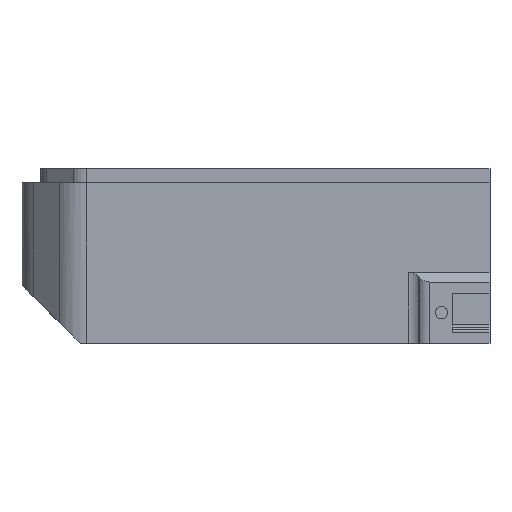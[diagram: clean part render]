
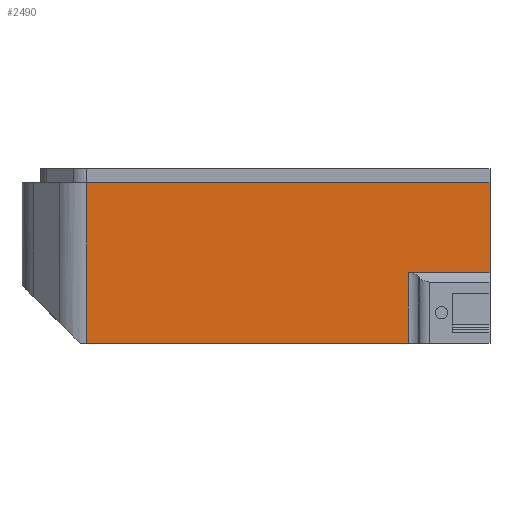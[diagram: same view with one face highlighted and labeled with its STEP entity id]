
A CAD part, front view. The second image highlights one B-rep face of the part: STEP entity #2490.
In plain terms, the highlighted planar face has unit normal (0, -1, 0).
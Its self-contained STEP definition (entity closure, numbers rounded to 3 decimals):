
#427=CARTESIAN_POINT('',(0.,-51.,24.));
#428=VERTEX_POINT('',#427);
#435=CARTESIAN_POINT('',(0.,-51.,5.));
#436=VERTEX_POINT('',#435);
#437=CARTESIAN_POINT('',(0.,-51.,24.));
#438=DIRECTION('',(0.,0.,-1.));
#439=VECTOR('',#438,19.);
#440=LINE('',#437,#439);
#441=EDGE_CURVE('',#428,#436,#440,.T.);
#1051=CARTESIAN_POINT('',(-85.343,-51.,24.));
#1052=VERTEX_POINT('',#1051);
#1060=CARTESIAN_POINT('',(0.,-51.,24.));
#1061=DIRECTION('',(-1.,0.,0.));
#1062=VECTOR('',#1061,85.343);
#1063=LINE('',#1060,#1062);
#1064=EDGE_CURVE('',#428,#1052,#1063,.T.);
#2451=CARTESIAN_POINT('',(-44.328,-51.,-2.));
#2452=DIRECTION('',(0.,1.,0.));
#2453=DIRECTION('',(0.,0.,1.));
#2454=AXIS2_PLACEMENT_3D('',#2451,#2452,#2453);
#2455=PLANE('',#2454);
#2456=ORIENTED_EDGE('',*,*,#1064,.T.);
#2457=CARTESIAN_POINT('',(-85.343,-51.,-10.));
#2458=VERTEX_POINT('',#2457);
#2459=CARTESIAN_POINT('',(-85.343,-51.,24.));
#2460=DIRECTION('',(-0.,-0.,-1.));
#2461=VECTOR('',#2460,34.);
#2462=LINE('',#2459,#2461);
#2463=EDGE_CURVE('',#1052,#2458,#2462,.T.);
#2464=ORIENTED_EDGE('',*,*,#2463,.T.);
#2465=CARTESIAN_POINT('',(-17.243,-51.,-10.));
#2466=VERTEX_POINT('',#2465);
#2467=CARTESIAN_POINT('',(-17.243,-51.,-10.));
#2468=DIRECTION('',(-1.,0.,0.));
#2469=VECTOR('',#2468,68.101);
#2470=LINE('',#2467,#2469);
#2471=EDGE_CURVE('',#2466,#2458,#2470,.T.);
#2472=ORIENTED_EDGE('',*,*,#2471,.F.);
#2473=CARTESIAN_POINT('',(-17.243,-51.,5.));
#2474=VERTEX_POINT('',#2473);
#2475=CARTESIAN_POINT('',(-17.243,-51.,-10.));
#2476=DIRECTION('',(0.,0.,1.));
#2477=VECTOR('',#2476,15.);
#2478=LINE('',#2475,#2477);
#2479=EDGE_CURVE('',#2466,#2474,#2478,.T.);
#2480=ORIENTED_EDGE('',*,*,#2479,.T.);
#2481=CARTESIAN_POINT('',(-17.243,-51.,5.));
#2482=DIRECTION('',(1.,0.,-0.));
#2483=VECTOR('',#2482,17.243);
#2484=LINE('',#2481,#2483);
#2485=EDGE_CURVE('',#2474,#436,#2484,.T.);
#2486=ORIENTED_EDGE('',*,*,#2485,.T.);
#2487=ORIENTED_EDGE('',*,*,#441,.F.);
#2488=EDGE_LOOP('',(#2456,#2464,#2472,#2480,#2486,#2487));
#2489=FACE_BOUND('',#2488,.T.);
#2490=ADVANCED_FACE('',(#2489),#2455,.F.);
